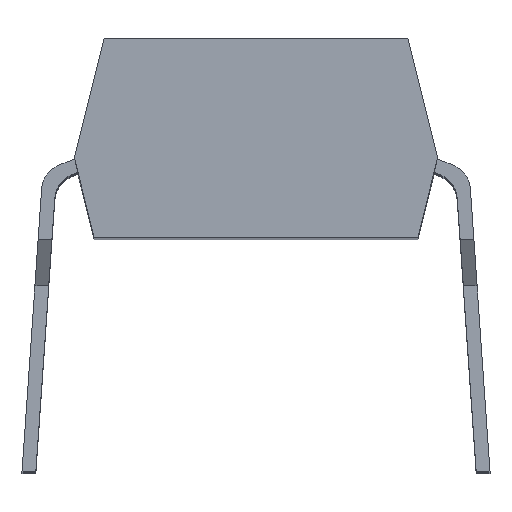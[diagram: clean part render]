
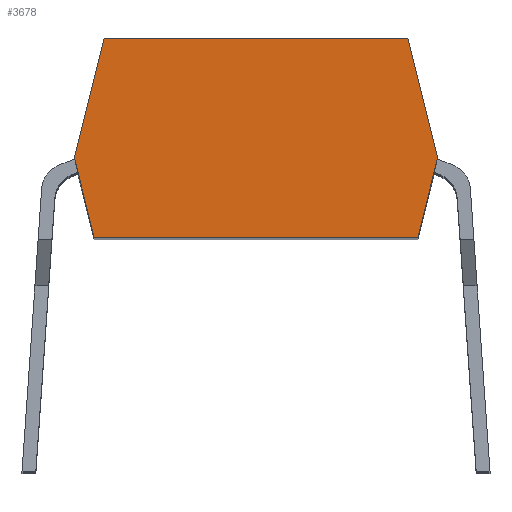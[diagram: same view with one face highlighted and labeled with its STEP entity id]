
A CAD part, top view. The second image highlights one B-rep face of the part: STEP entity #3678.
In plain terms, the highlighted planar face has unit normal (0, 0, 1).
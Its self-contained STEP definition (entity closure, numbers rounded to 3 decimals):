
#25=DIRECTION('',(-0.242,-0.97,0.));
#26=VECTOR('',#25,2.271);
#27=CARTESIAN_POINT('',(-2.806,1.84,24.51));
#28=LINE('',#27,#26);
#33=DIRECTION('',(-1.,0.,0.));
#34=VECTOR('',#33,5.611);
#35=CARTESIAN_POINT('',(2.806,1.84,24.51));
#36=LINE('',#35,#34);
#41=DIRECTION('',(-0.242,0.97,0.));
#42=VECTOR('',#41,2.271);
#43=CARTESIAN_POINT('',(3.355,-0.364,24.51));
#44=LINE('',#43,#42);
#193=DIRECTION('',(0.242,0.97,0.));
#194=VECTOR('',#193,1.521);
#195=CARTESIAN_POINT('',(2.987,-1.84,24.51));
#196=LINE('',#195,#194);
#443=DIRECTION('',(0.242,-0.97,0.));
#444=VECTOR('',#443,1.521);
#445=CARTESIAN_POINT('',(-3.355,-0.364,24.51));
#446=LINE('',#445,#444);
#2729=DIRECTION('',(1.,0.,0.));
#2730=VECTOR('',#2729,5.974);
#2731=CARTESIAN_POINT('',(-2.987,-1.84,24.51));
#2732=LINE('',#2731,#2730);
#3325=CARTESIAN_POINT('',(-2.806,1.84,24.51));
#3326=CARTESIAN_POINT('',(-3.355,-0.364,24.51));
#3327=VERTEX_POINT('',#3325);
#3328=VERTEX_POINT('',#3326);
#3329=CARTESIAN_POINT('',(-2.987,-1.84,24.51));
#3330=VERTEX_POINT('',#3329);
#3331=CARTESIAN_POINT('',(2.987,-1.84,24.51));
#3332=CARTESIAN_POINT('',(3.355,-0.364,24.51));
#3333=VERTEX_POINT('',#3331);
#3334=VERTEX_POINT('',#3332);
#3335=CARTESIAN_POINT('',(2.806,1.84,24.51));
#3336=VERTEX_POINT('',#3335);
#3660=CARTESIAN_POINT('',(4.963,1.84,24.51));
#3661=DIRECTION('',(0.,0.,-1.));
#3662=DIRECTION('',(-1.,0.,0.));
#3663=AXIS2_PLACEMENT_3D('',#3660,#3661,#3662);
#3664=PLANE('',#3663);
#3665=ORIENTED_EDGE('',*,*,#3650,.F.);
#3667=ORIENTED_EDGE('',*,*,#3666,.F.);
#3669=ORIENTED_EDGE('',*,*,#3668,.F.);
#3671=ORIENTED_EDGE('',*,*,#3670,.F.);
#3673=ORIENTED_EDGE('',*,*,#3672,.F.);
#3675=ORIENTED_EDGE('',*,*,#3674,.F.);
#3676=EDGE_LOOP('',(#3665,#3667,#3669,#3671,#3673,#3675));
#3677=FACE_OUTER_BOUND('',#3676,.F.);
#3650=EDGE_CURVE('',#3327,#3328,#28,.T.);
#3666=EDGE_CURVE('',#3336,#3327,#36,.T.);
#3668=EDGE_CURVE('',#3334,#3336,#44,.T.);
#3670=EDGE_CURVE('',#3333,#3334,#196,.T.);
#3672=EDGE_CURVE('',#3330,#3333,#2732,.T.);
#3674=EDGE_CURVE('',#3328,#3330,#446,.T.);
#3678=ADVANCED_FACE('',(#3677),#3664,.F.);
